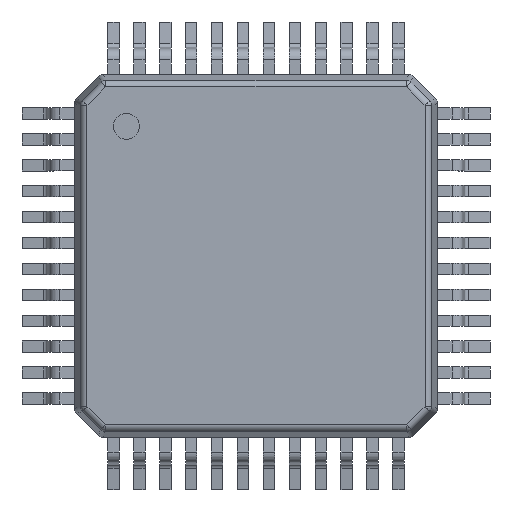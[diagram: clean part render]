
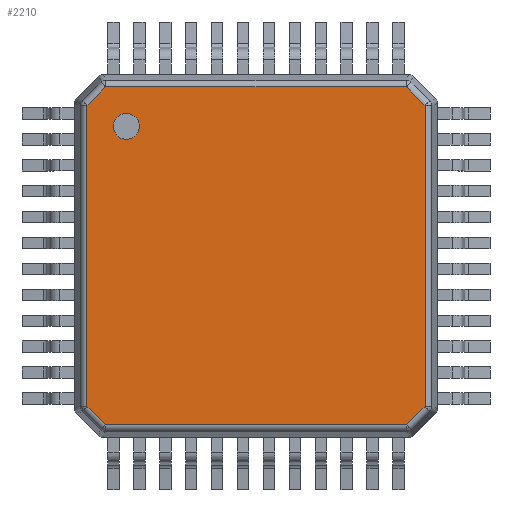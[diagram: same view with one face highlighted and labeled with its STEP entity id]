
A CAD part, top view. The second image highlights one B-rep face of the part: STEP entity #2210.
In plain terms, the highlighted face is planar.
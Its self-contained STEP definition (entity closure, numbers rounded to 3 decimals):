
#30=CARTESIAN_POINT('',(-2.5,0.637,-2.5));
#31=DIRECTION('',(0.,1.,0.));
#32=DIRECTION('',(1.,0.,0.));
#33=AXIS2_PLACEMENT_3D('',#30,#31,#32);
#39=CARTESIAN_POINT('',(-2.5,0.637,-2.5));
#40=DIRECTION('',(0.,1.,0.));
#41=DIRECTION('',(-1.,0.,0.));
#42=AXIS2_PLACEMENT_3D('',#39,#40,#41);
#47=DIRECTION('',(0.,0.,1.));
#48=VECTOR('',#47,5.81);
#49=CARTESIAN_POINT('',(-3.262,0.637,-2.901));
#50=LINE('',#49,#48);
#204=DIRECTION('',(-0.707,0.,-0.707));
#205=VECTOR('',#204,0.5);
#206=CARTESIAN_POINT('',(-2.908,0.637,3.262));
#207=LINE('',#206,#205);
#235=DIRECTION('',(1.,0.,0.));
#236=VECTOR('',#235,5.817);
#237=CARTESIAN_POINT('',(-2.908,0.637,3.262));
#238=LINE('',#237,#236);
#280=DIRECTION('',(-0.707,0.,0.707));
#281=VECTOR('',#280,0.5);
#282=CARTESIAN_POINT('',(3.262,0.637,2.908));
#283=LINE('',#282,#281);
#473=DIRECTION('',(0.,0.,-1.));
#474=VECTOR('',#473,5.81);
#475=CARTESIAN_POINT('',(3.262,0.637,2.908));
#476=LINE('',#475,#474);
#518=DIRECTION('',(0.707,0.,0.707));
#519=VECTOR('',#518,0.51);
#520=CARTESIAN_POINT('',(2.901,0.637,-3.262));
#521=LINE('',#520,#519);
#711=DIRECTION('',(-1.,0.,0.));
#712=VECTOR('',#711,5.803);
#713=CARTESIAN_POINT('',(2.901,0.637,-3.262));
#714=LINE('',#713,#712);
#756=DIRECTION('',(0.707,0.,-0.707));
#757=VECTOR('',#756,0.51);
#758=CARTESIAN_POINT('',(-3.262,0.637,-2.901));
#759=LINE('',#758,#757);
#1917=CARTESIAN_POINT('',(-3.262,0.637,-2.901));
#1918=CARTESIAN_POINT('',(-3.262,0.637,2.908));
#1919=VERTEX_POINT('',#1917);
#1920=VERTEX_POINT('',#1918);
#1929=CARTESIAN_POINT('',(-2.901,0.637,-3.262));
#1930=VERTEX_POINT('',#1929);
#1931=CARTESIAN_POINT('',(2.901,0.637,-3.262));
#1932=VERTEX_POINT('',#1931);
#1941=CARTESIAN_POINT('',(3.262,0.637,-2.901));
#1942=VERTEX_POINT('',#1941);
#1943=CARTESIAN_POINT('',(3.262,0.637,2.908));
#1944=VERTEX_POINT('',#1943);
#1953=CARTESIAN_POINT('',(2.908,0.637,3.262));
#1954=VERTEX_POINT('',#1953);
#1955=CARTESIAN_POINT('',(-2.908,0.637,3.262));
#1956=VERTEX_POINT('',#1955);
#2113=CARTESIAN_POINT('',(-2.25,0.637,-2.5));
#2114=CARTESIAN_POINT('',(-2.75,0.637,-2.5));
#2115=VERTEX_POINT('',#2113);
#2116=VERTEX_POINT('',#2114);
#2181=CARTESIAN_POINT('',(0.,0.637,0.));
#2182=DIRECTION('',(0.,1.,0.));
#2183=DIRECTION('',(1.,0.,0.));
#2184=AXIS2_PLACEMENT_3D('',#2181,#2182,#2183);
#2185=PLANE('',#2184);
#2187=ORIENTED_EDGE('',*,*,#2186,.F.);
#2189=ORIENTED_EDGE('',*,*,#2188,.T.);
#2191=ORIENTED_EDGE('',*,*,#2190,.F.);
#2193=ORIENTED_EDGE('',*,*,#2192,.T.);
#2195=ORIENTED_EDGE('',*,*,#2194,.F.);
#2197=ORIENTED_EDGE('',*,*,#2196,.T.);
#2199=ORIENTED_EDGE('',*,*,#2198,.F.);
#2201=ORIENTED_EDGE('',*,*,#2200,.T.);
#2202=EDGE_LOOP('',(#2187,#2189,#2191,#2193,#2195,#2197,#2199,#2201));
#2203=FACE_OUTER_BOUND('',#2202,.F.);
#2205=ORIENTED_EDGE('',*,*,#2204,.T.);
#2207=ORIENTED_EDGE('',*,*,#2206,.T.);
#2208=EDGE_LOOP('',(#2205,#2207));
#2209=FACE_BOUND('',#2208,.F.);
#34=CIRCLE('',#33,0.25);
#43=CIRCLE('',#42,0.25);
#2186=EDGE_CURVE('',#1919,#1920,#50,.T.);
#2188=EDGE_CURVE('',#1919,#1930,#759,.T.);
#2190=EDGE_CURVE('',#1932,#1930,#714,.T.);
#2192=EDGE_CURVE('',#1932,#1942,#521,.T.);
#2194=EDGE_CURVE('',#1944,#1942,#476,.T.);
#2196=EDGE_CURVE('',#1944,#1954,#283,.T.);
#2198=EDGE_CURVE('',#1956,#1954,#238,.T.);
#2200=EDGE_CURVE('',#1956,#1920,#207,.T.);
#2204=EDGE_CURVE('',#2115,#2116,#34,.T.);
#2206=EDGE_CURVE('',#2116,#2115,#43,.T.);
#2210=ADVANCED_FACE('',(#2203,#2209),#2185,.T.);
